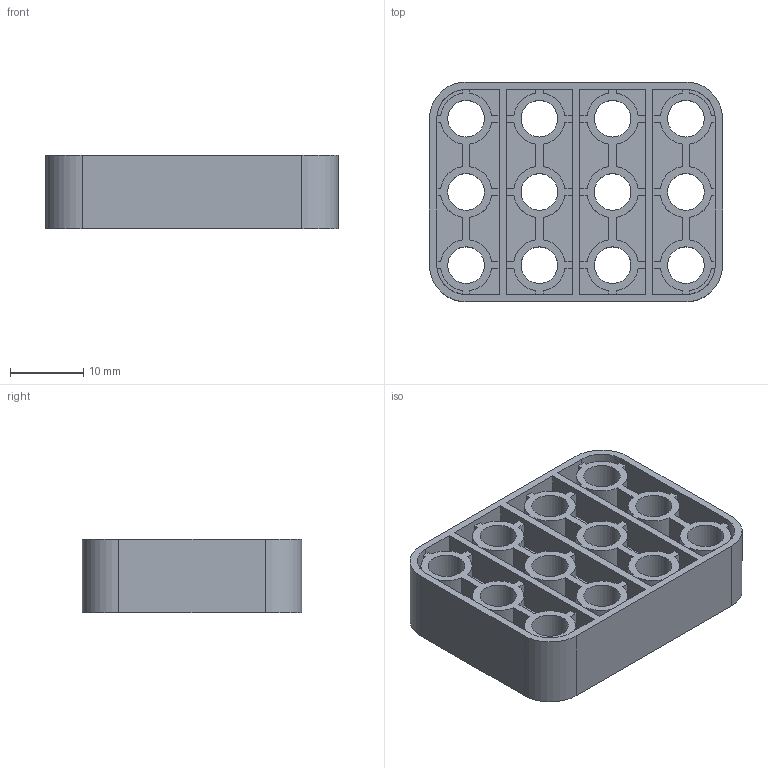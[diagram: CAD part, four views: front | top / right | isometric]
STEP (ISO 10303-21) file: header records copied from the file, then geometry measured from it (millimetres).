
FILE_DESCRIPTION(/* description */ (''),/* implementation_level */ '2;1');
FILE_NAME(/* name */ 'S3x4.stp',/* time_stamp */ '2019-02-13T21:36:38+01:00',/* author */ ('Varga Daniel'),/* organization */ (''),/* preprocessor_version */ 'ST-DEVELOPER v17.2',/* originating_system */ 'Autodesk Inventor 2019',/* authorisation */ '');
FILE_SCHEMA (('AUTOMOTIVE_DESIGN { 1 0 10303 214 3 1 1 }'));
Length unit declared in the file: millimetre
Products named in the file (1): S3x4
Bounding box: 40 x 30 x 10 mm (x, y, z)
Volume: 4893.8 mm3; surface area: 9475.9 mm2
Topology: 1 solids, 1 shells, 390 faces, 1140 edges, 760 vertices
Faces by surface type: plane 270, cylinder 120
Full cylindrical faces by diameter (mm): 5 x12
Entity records: 13388 total; most frequent: CARTESIAN_POINT 2291, ORIENTED_EDGE 2280, DIRECTION 2178, EDGE_CURVE 1140, LINE 884, VECTOR 884, VERTEX_POINT 760, AXIS2_PLACEMENT_3D 647
